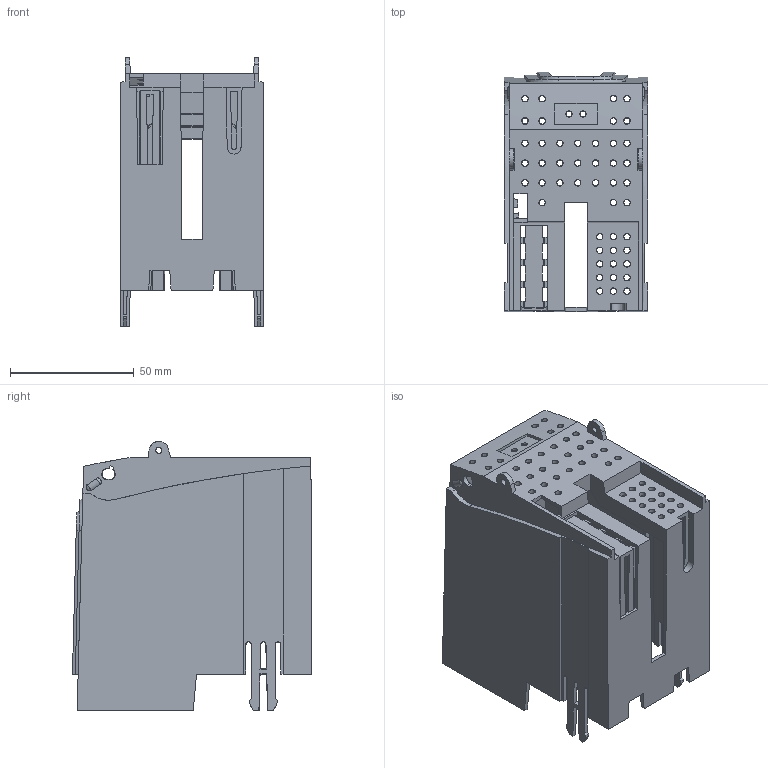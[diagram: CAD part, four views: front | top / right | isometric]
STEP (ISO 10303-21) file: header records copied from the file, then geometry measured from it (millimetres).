
FILE_DESCRIPTION(/* description */ (''),/* implementation_level */ '2;1');
FILE_NAME(/* name */ '3NX3143_000158030.stp',/* time_stamp */ '2024-10-17T10:37:31+02:00',/* author */ (''),/* organization */ (''),/* preprocessor_version */ 'ST-DEVELOPER v18.101',/* originating_system */ 'SIEMENS PLM Software NX 2007',/* authorisation */ '');
FILE_SCHEMA (('AUTOMOTIVE_DESIGN { 1 0 10303 214 3 1 1 1 }'));
Length unit declared in the file: millimetre
Products named in the file (1): 3NX3143_000158030_stp
Bounding box: 58 x 96.62 x 108.65 mm (x, y, z)
Volume: 54878.5 mm3; surface area: 65082.6 mm2
Topology: 1 solids, 1 shells, 360 faces, 1121 edges, 747 vertices
Faces by surface type: plane 251, cone 67, bspline 26, cylinder 16
Entity records: 16930 total; most frequent: CARTESIAN_POINT 4420, ORIENTED_EDGE 2150, DIRECTION 1839, EDGE_CURVE 1075, LINE 821, VECTOR 821, VERTEX_POINT 742, EDGE_LOOP 519
